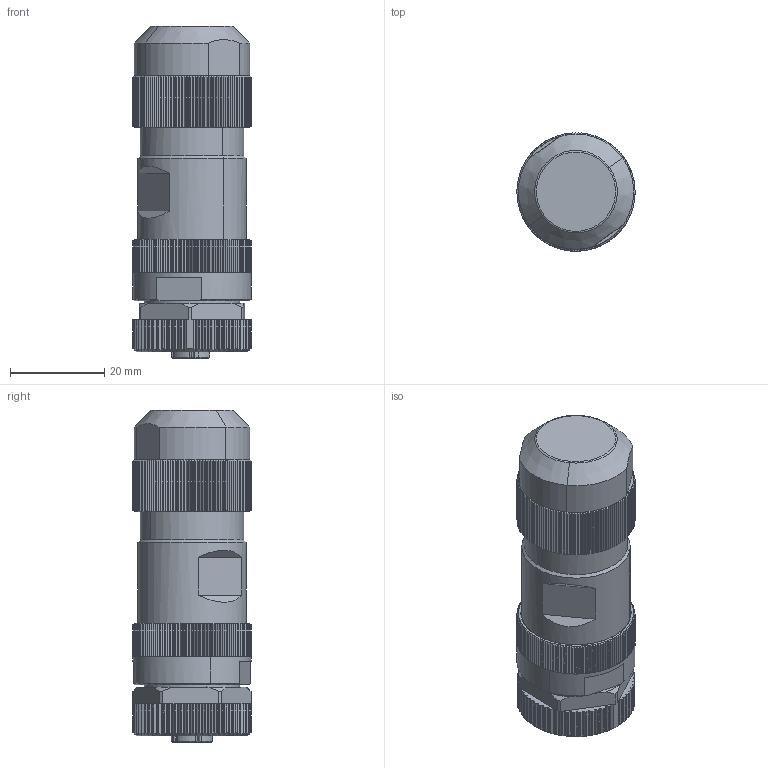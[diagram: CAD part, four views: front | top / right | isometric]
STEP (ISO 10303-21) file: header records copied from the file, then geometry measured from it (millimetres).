
FILE_DESCRIPTION(('CATIA V5 STEP Exchange','CAx-IF Rec.Pracs.--- Model Styling and Organization---1.4--- 2014-01-23'),'2;1');
FILE_NAME ('1167003-1_0', '2023-02-08T11:22:38+00:00', ('none'), ('Weidmueller'), 'CATIA Version 5-6 Release 2016 SP3 HF44', 'CATIA V5 STEP AP214', 'none');
FILE_SCHEMA(('AUTOMOTIVE_DESIGN { 1 0 10303 214 1 1 1 1 }'));
Length unit declared in the file: millimetre
Products named in the file (1): 2703520000
Bounding box: 25 x 25 x 70.3 mm (x, y, z)
Volume: 29723.5 mm3; surface area: 8829.1 mm2
Topology: 3 solids, 4 shells, 1302 faces, 3762 edges, 2480 vertices
Faces by surface type: plane 840, cylinder 389, cone 32, torus 28, bspline 11, sphere 2
Entity records: 44268 total; most frequent: CARTESIAN_POINT 12494, ORIENTED_EDGE 7516, DIRECTION 5146, EDGE_CURVE 3758, VERTEX_POINT 2480, AXIS2_PLACEMENT_3D 2199, VECTOR 1664, LINE 1664
